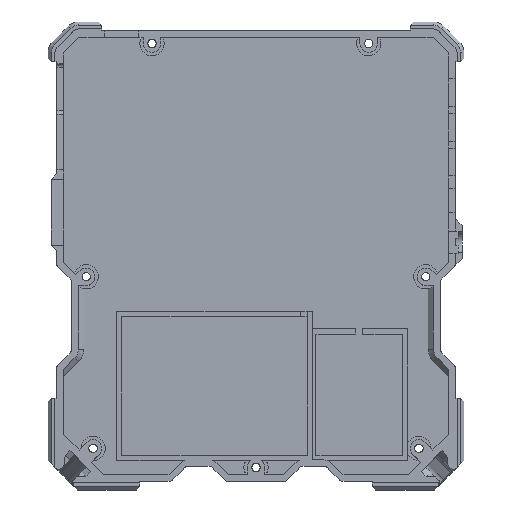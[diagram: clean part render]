
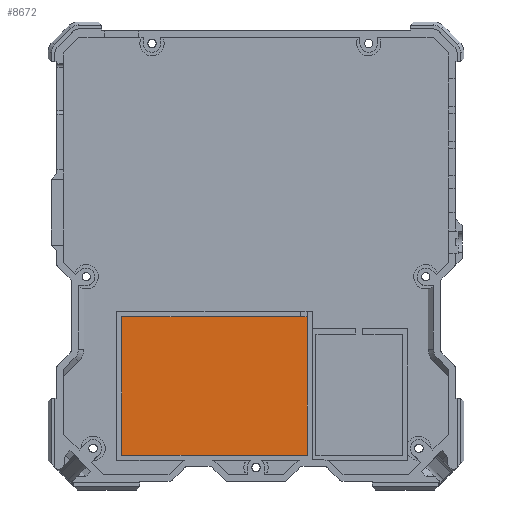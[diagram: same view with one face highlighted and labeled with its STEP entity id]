
A CAD part, top view. The second image highlights one B-rep face of the part: STEP entity #8672.
In plain terms, the highlighted planar face has unit normal (0, 0, 1).
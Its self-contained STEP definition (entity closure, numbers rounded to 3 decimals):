
#4175 = VERTEX_POINT('',#4176);
#4176 = CARTESIAN_POINT('',(14.8,-57.5,1.5));
#4182 = EDGE_CURVE('',#4175,#4183,#4185,.T.);
#4183 = VERTEX_POINT('',#4184);
#4184 = CARTESIAN_POINT('',(14.8,-17.5,1.5));
#4185 = LINE('',#4186,#4187);
#4186 = CARTESIAN_POINT('',(14.8,-9.732,1.5));
#4187 = VECTOR('',#4188,1.);
#4188 = DIRECTION('',(0.,1.,0.));
#4258 = EDGE_CURVE('',#4259,#4175,#4261,.T.);
#4259 = VERTEX_POINT('',#4260);
#4260 = CARTESIAN_POINT('',(0.,-57.5,1.5));
#4261 = LINE('',#4262,#4263);
#4262 = CARTESIAN_POINT('',(7.4,-57.5,1.5));
#4263 = VECTOR('',#4264,1.);
#4264 = DIRECTION('',(1.,0.,0.));
#4269 = VERTEX_POINT('',#4270);
#4270 = CARTESIAN_POINT('',(-38.7,-57.5,1.5));
#4276 = EDGE_CURVE('',#4269,#4259,#4277,.T.);
#4277 = LINE('',#4278,#4279);
#4278 = CARTESIAN_POINT('',(7.4,-57.5,1.5));
#4279 = VECTOR('',#4280,1.);
#4280 = DIRECTION('',(1.,0.,0.));
#4352 = EDGE_CURVE('',#4353,#4269,#4355,.T.);
#4353 = VERTEX_POINT('',#4354);
#4354 = CARTESIAN_POINT('',(-38.7,-17.5,1.5));
#4355 = LINE('',#4356,#4357);
#4356 = CARTESIAN_POINT('',(-38.7,-30.482,1.5));
#4357 = VECTOR('',#4358,1.);
#4358 = DIRECTION('',(0.,-1.,0.));
#4400 = EDGE_CURVE('',#4183,#4353,#4401,.T.);
#4401 = LINE('',#4402,#4403);
#4402 = CARTESIAN_POINT('',(6.4,-17.5,1.5));
#4403 = VECTOR('',#4404,1.);
#4404 = DIRECTION('',(-1.,0.,0.));
#8672 = ADVANCED_FACE('',(#8673),#8680,.T.);
#8673 = FACE_BOUND('',#8674,.T.);
#8674 = EDGE_LOOP('',(#8675,#8676,#8677,#8678,#8679));
#8675 = ORIENTED_EDGE('',*,*,#4352,.T.);
#8676 = ORIENTED_EDGE('',*,*,#4276,.T.);
#8677 = ORIENTED_EDGE('',*,*,#4258,.T.);
#8678 = ORIENTED_EDGE('',*,*,#4182,.T.);
#8679 = ORIENTED_EDGE('',*,*,#4400,.T.);
#8680 = PLANE('',#8681);
#8681 = AXIS2_PLACEMENT_3D('',#8682,#8683,#8684);
#8682 = CARTESIAN_POINT('',(0.,-3.464,1.5));
#8683 = DIRECTION('',(0.,0.,1.));
#8684 = DIRECTION('',(1.,0.,0.));
